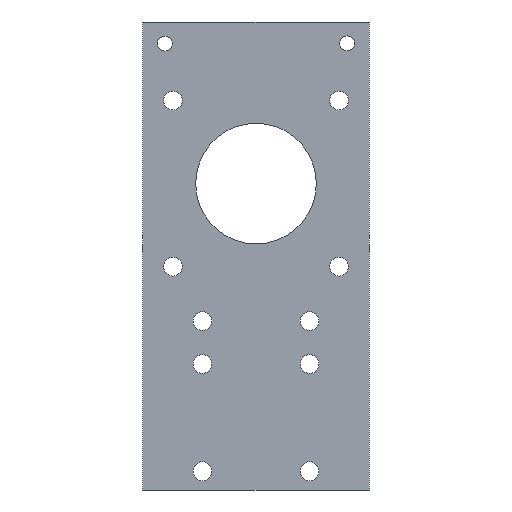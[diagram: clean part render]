
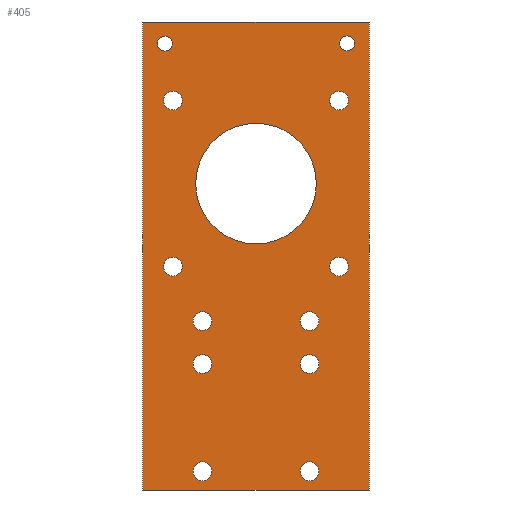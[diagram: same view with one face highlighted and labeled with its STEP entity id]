
A CAD part, front view. The second image highlights one B-rep face of the part: STEP entity #405.
In plain terms, the highlighted planar face has unit normal (0, -1, 0).
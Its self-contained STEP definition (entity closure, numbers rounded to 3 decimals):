
#28=FACE_BOUND('',#98,.T.);
#29=FACE_BOUND('',#99,.T.);
#30=FACE_BOUND('',#100,.T.);
#31=FACE_BOUND('',#101,.T.);
#32=FACE_BOUND('',#102,.T.);
#33=FACE_BOUND('',#103,.T.);
#34=FACE_BOUND('',#104,.T.);
#35=FACE_BOUND('',#105,.T.);
#36=FACE_BOUND('',#106,.T.);
#37=FACE_BOUND('',#107,.T.);
#38=FACE_BOUND('',#108,.T.);
#39=FACE_BOUND('',#109,.T.);
#40=FACE_BOUND('',#110,.T.);
#46=PLANE('',#464);
#65=FACE_OUTER_BOUND('',#97,.T.);
#97=EDGE_LOOP('',(#357,#358,#359,#360));
#98=EDGE_LOOP('',(#361));
#99=EDGE_LOOP('',(#362));
#100=EDGE_LOOP('',(#363));
#101=EDGE_LOOP('',(#364));
#102=EDGE_LOOP('',(#365));
#103=EDGE_LOOP('',(#366));
#104=EDGE_LOOP('',(#367));
#105=EDGE_LOOP('',(#368));
#106=EDGE_LOOP('',(#369));
#107=EDGE_LOOP('',(#370));
#108=EDGE_LOOP('',(#371));
#109=EDGE_LOOP('',(#372));
#110=EDGE_LOOP('',(#373));
#120=LINE('',#632,#145);
#130=LINE('',#677,#155);
#133=LINE('',#681,#158);
#135=LINE('',#684,#160);
#145=VECTOR('',#520,10.);
#155=VECTOR('',#568,10.);
#158=VECTOR('',#573,10.);
#160=VECTOR('',#577,10.);
#161=CIRCLE('',#421,1.75);
#163=CIRCLE('',#424,11.25);
#165=CIRCLE('',#427,1.75);
#167=CIRCLE('',#430,1.75);
#169=CIRCLE('',#433,1.75);
#171=CIRCLE('',#436,1.4);
#173=CIRCLE('',#439,1.4);
#175=CIRCLE('',#443,1.75);
#177=CIRCLE('',#446,1.75);
#179=CIRCLE('',#449,1.75);
#181=CIRCLE('',#452,1.75);
#183=CIRCLE('',#455,1.75);
#185=CIRCLE('',#458,1.75);
#187=VERTEX_POINT('',#584);
#189=VERTEX_POINT('',#590);
#191=VERTEX_POINT('',#596);
#193=VERTEX_POINT('',#602);
#195=VERTEX_POINT('',#608);
#197=VERTEX_POINT('',#614);
#199=VERTEX_POINT('',#620);
#203=VERTEX_POINT('',#629);
#204=VERTEX_POINT('',#631);
#205=VERTEX_POINT('',#635);
#207=VERTEX_POINT('',#641);
#209=VERTEX_POINT('',#647);
#211=VERTEX_POINT('',#653);
#213=VERTEX_POINT('',#659);
#215=VERTEX_POINT('',#665);
#219=VERTEX_POINT('',#674);
#220=VERTEX_POINT('',#676);
#221=EDGE_CURVE('',#187,#187,#161,.T.);
#224=EDGE_CURVE('',#189,#189,#163,.T.);
#227=EDGE_CURVE('',#191,#191,#165,.T.);
#230=EDGE_CURVE('',#193,#193,#167,.T.);
#233=EDGE_CURVE('',#195,#195,#169,.T.);
#236=EDGE_CURVE('',#197,#197,#171,.T.);
#239=EDGE_CURVE('',#199,#199,#173,.T.);
#244=EDGE_CURVE('',#204,#203,#120,.T.);
#246=EDGE_CURVE('',#205,#205,#175,.T.);
#249=EDGE_CURVE('',#207,#207,#177,.T.);
#252=EDGE_CURVE('',#209,#209,#179,.T.);
#255=EDGE_CURVE('',#211,#211,#181,.T.);
#258=EDGE_CURVE('',#213,#213,#183,.T.);
#261=EDGE_CURVE('',#215,#215,#185,.T.);
#266=EDGE_CURVE('',#220,#219,#130,.T.);
#269=EDGE_CURVE('',#203,#220,#133,.T.);
#271=EDGE_CURVE('',#219,#204,#135,.T.);
#357=ORIENTED_EDGE('',*,*,#271,.T.);
#358=ORIENTED_EDGE('',*,*,#244,.T.);
#359=ORIENTED_EDGE('',*,*,#269,.T.);
#360=ORIENTED_EDGE('',*,*,#266,.T.);
#361=ORIENTED_EDGE('',*,*,#221,.T.);
#362=ORIENTED_EDGE('',*,*,#224,.T.);
#363=ORIENTED_EDGE('',*,*,#227,.T.);
#364=ORIENTED_EDGE('',*,*,#230,.T.);
#365=ORIENTED_EDGE('',*,*,#233,.T.);
#366=ORIENTED_EDGE('',*,*,#236,.T.);
#367=ORIENTED_EDGE('',*,*,#239,.T.);
#368=ORIENTED_EDGE('',*,*,#261,.T.);
#369=ORIENTED_EDGE('',*,*,#258,.T.);
#370=ORIENTED_EDGE('',*,*,#255,.T.);
#371=ORIENTED_EDGE('',*,*,#252,.T.);
#372=ORIENTED_EDGE('',*,*,#249,.T.);
#373=ORIENTED_EDGE('',*,*,#246,.T.);
#405=ADVANCED_FACE('',(#65,#28,#29,#30,#31,#32,#33,#34,#35,#36,#37,#38,
#39,#40),#46,.F.);
#421=AXIS2_PLACEMENT_3D('',#585,#469,#470);
#424=AXIS2_PLACEMENT_3D('',#591,#476,#477);
#427=AXIS2_PLACEMENT_3D('',#597,#483,#484);
#430=AXIS2_PLACEMENT_3D('',#603,#490,#491);
#433=AXIS2_PLACEMENT_3D('',#609,#497,#498);
#436=AXIS2_PLACEMENT_3D('',#615,#504,#505);
#439=AXIS2_PLACEMENT_3D('',#621,#511,#512);
#443=AXIS2_PLACEMENT_3D('',#636,#524,#525);
#446=AXIS2_PLACEMENT_3D('',#642,#531,#532);
#449=AXIS2_PLACEMENT_3D('',#648,#538,#539);
#452=AXIS2_PLACEMENT_3D('',#654,#545,#546);
#455=AXIS2_PLACEMENT_3D('',#660,#552,#553);
#458=AXIS2_PLACEMENT_3D('',#666,#559,#560);
#464=AXIS2_PLACEMENT_3D('',#686,#580,#581);
#469=DIRECTION('center_axis',(0.,1.,0.));
#470=DIRECTION('ref_axis',(1.,0.,0.));
#476=DIRECTION('center_axis',(0.,1.,0.));
#477=DIRECTION('ref_axis',(1.,0.,0.));
#483=DIRECTION('center_axis',(0.,1.,0.));
#484=DIRECTION('ref_axis',(1.,0.,0.));
#490=DIRECTION('center_axis',(0.,1.,0.));
#491=DIRECTION('ref_axis',(1.,0.,0.));
#497=DIRECTION('center_axis',(0.,1.,0.));
#498=DIRECTION('ref_axis',(1.,0.,0.));
#504=DIRECTION('center_axis',(0.,1.,0.));
#505=DIRECTION('ref_axis',(1.,0.,0.));
#511=DIRECTION('center_axis',(0.,1.,0.));
#512=DIRECTION('ref_axis',(1.,0.,0.));
#520=DIRECTION('',(-1.,0.,0.));
#524=DIRECTION('center_axis',(0.,1.,0.));
#525=DIRECTION('ref_axis',(1.,0.,0.));
#531=DIRECTION('center_axis',(0.,1.,0.));
#532=DIRECTION('ref_axis',(1.,0.,0.));
#538=DIRECTION('center_axis',(0.,1.,0.));
#539=DIRECTION('ref_axis',(1.,0.,0.));
#545=DIRECTION('center_axis',(0.,1.,0.));
#546=DIRECTION('ref_axis',(1.,0.,0.));
#552=DIRECTION('center_axis',(0.,1.,0.));
#553=DIRECTION('ref_axis',(1.,0.,0.));
#559=DIRECTION('center_axis',(0.,1.,0.));
#560=DIRECTION('ref_axis',(1.,0.,0.));
#568=DIRECTION('',(1.,0.,0.));
#573=DIRECTION('',(0.,0.,-1.));
#577=DIRECTION('',(0.,0.,1.));
#580=DIRECTION('center_axis',(0.,1.,0.));
#581=DIRECTION('ref_axis',(1.,0.,0.));
#584=CARTESIAN_POINT('',(13.75,-3.5,46.65));
#585=CARTESIAN_POINT('Origin',(15.5,-3.5,46.65));
#590=CARTESIAN_POINT('',(-11.25,-3.5,31.15));
#591=CARTESIAN_POINT('Origin',(0.,-3.5,31.15));
#596=CARTESIAN_POINT('',(-17.25,-3.5,15.65));
#597=CARTESIAN_POINT('Origin',(-15.5,-3.5,15.65));
#602=CARTESIAN_POINT('',(-17.25,-3.5,46.65));
#603=CARTESIAN_POINT('Origin',(-15.5,-3.5,46.65));
#608=CARTESIAN_POINT('',(13.75,-3.5,15.65));
#609=CARTESIAN_POINT('Origin',(15.5,-3.5,15.65));
#614=CARTESIAN_POINT('',(-18.4,-3.5,57.28));
#615=CARTESIAN_POINT('Origin',(-17.,-3.5,57.28));
#620=CARTESIAN_POINT('',(15.6,-3.5,57.3));
#621=CARTESIAN_POINT('Origin',(17.,-3.5,57.3));
#629=CARTESIAN_POINT('',(-21.15,-3.5,61.3));
#631=CARTESIAN_POINT('',(21.15,-3.5,61.3));
#632=CARTESIAN_POINT('',(-21.15,-3.5,61.3));
#635=CARTESIAN_POINT('',(-11.75,-3.5,-2.5));
#636=CARTESIAN_POINT('Origin',(-10.,-3.5,-2.5));
#641=CARTESIAN_POINT('',(8.25,-3.5,-2.5));
#642=CARTESIAN_POINT('Origin',(10.,-3.5,-2.5));
#647=CARTESIAN_POINT('',(-11.75,-3.5,-22.5));
#648=CARTESIAN_POINT('Origin',(-10.,-3.5,-22.5));
#653=CARTESIAN_POINT('',(8.25,-3.5,-22.5));
#654=CARTESIAN_POINT('Origin',(10.,-3.5,-22.5));
#659=CARTESIAN_POINT('',(-11.75,-3.5,5.5));
#660=CARTESIAN_POINT('Origin',(-10.,-3.5,5.5));
#665=CARTESIAN_POINT('',(8.25,-3.5,5.5));
#666=CARTESIAN_POINT('Origin',(10.,-3.5,5.5));
#674=CARTESIAN_POINT('',(21.15,-3.5,-26.));
#676=CARTESIAN_POINT('',(-21.15,-3.5,-26.));
#677=CARTESIAN_POINT('',(21.15,-3.5,-26.));
#681=CARTESIAN_POINT('',(-21.15,-3.5,-26.));
#684=CARTESIAN_POINT('',(21.15,-3.5,26.));
#686=CARTESIAN_POINT('Origin',(0.,-3.5,-8.));
